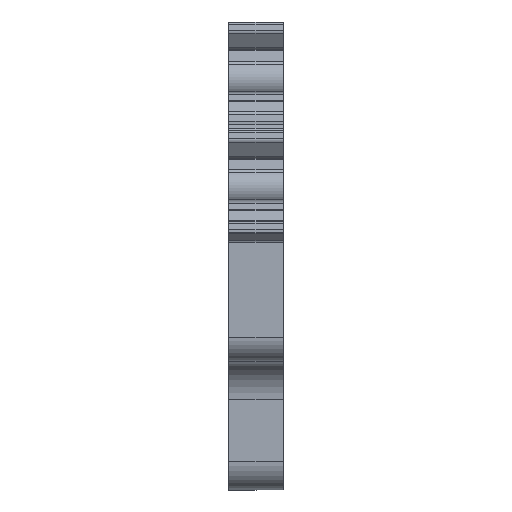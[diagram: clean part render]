
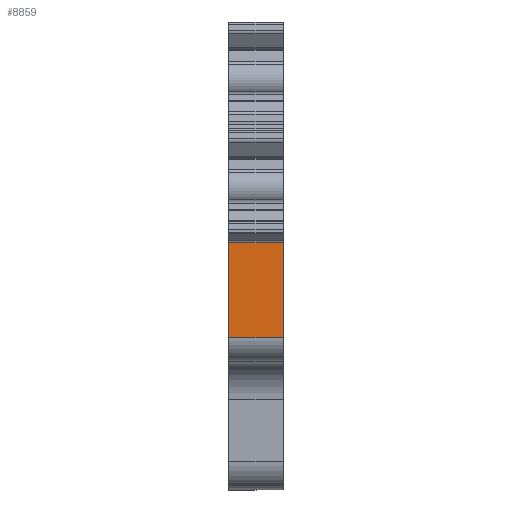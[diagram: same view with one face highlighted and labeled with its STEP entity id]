
A CAD part, left-side view. The second image highlights one B-rep face of the part: STEP entity #8859.
In plain terms, the highlighted face is planar.
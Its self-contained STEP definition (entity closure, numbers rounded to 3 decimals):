
#155 = AXIS2_PLACEMENT_3D ( 'NONE', #11912, #10766, #11839 ) ;
#643 = ORIENTED_EDGE ( 'NONE', *, *, #7969, .F. ) ;
#2744 = VERTEX_POINT ( 'NONE', #7028 ) ;
#3027 = CARTESIAN_POINT ( 'NONE',  ( 5.65, 18.948, 18.197 ) ) ;
#3317 = EDGE_CURVE ( 'NONE', #2744, #8213, #6692, .T. ) ;
#3894 = VECTOR ( 'NONE', #8010, 1000. ) ;
#4383 = CARTESIAN_POINT ( 'NONE',  ( 5.65, 18.948, 18.197 ) ) ;
#5214 = ORIENTED_EDGE ( 'NONE', *, *, #13299, .F. ) ;
#6309 = VECTOR ( 'NONE', #8898, 1000. ) ;
#6692 = LINE ( 'NONE', #6767, #3894 ) ;
#6767 = CARTESIAN_POINT ( 'NONE',  ( 0., 18.948, 18.197 ) ) ;
#6889 = VERTEX_POINT ( 'NONE', #10206 ) ;
#7028 = CARTESIAN_POINT ( 'NONE',  ( 0., 18.948, 18.197 ) ) ;
#7189 = ORIENTED_EDGE ( 'NONE', *, *, #7610, .T. ) ;
#7610 = EDGE_CURVE ( 'NONE', #6889, #2744, #10168, .T. ) ;
#7881 = CARTESIAN_POINT ( 'NONE',  ( 0., 18.948, 18.197 ) ) ;
#7969 = EDGE_CURVE ( 'NONE', #14507, #8213, #7995, .T. ) ;
#7995 = LINE ( 'NONE', #4383, #14024 ) ;
#8010 = DIRECTION ( 'NONE',  ( 1., 0., 0. ) ) ;
#8213 = VERTEX_POINT ( 'NONE', #3027 ) ;
#8621 = ORIENTED_EDGE ( 'NONE', *, *, #3317, .T. ) ;
#8859 = ADVANCED_FACE ( 'NONE', ( #10691 ), #13045, .T. ) ;
#8898 = DIRECTION ( 'NONE',  ( 1., 0., 0. ) ) ;
#8979 = CARTESIAN_POINT ( 'NONE',  ( 0., 18.948, 8.343 ) ) ;
#10168 = LINE ( 'NONE', #7881, #13777 ) ;
#10201 = LINE ( 'NONE', #8979, #6309 ) ;
#10206 = CARTESIAN_POINT ( 'NONE',  ( 0., 18.948, 8.343 ) ) ;
#10691 = FACE_OUTER_BOUND ( 'NONE', #12002, .T. ) ;
#10766 = DIRECTION ( 'NONE',  ( 0., 1., 0. ) ) ;
#11168 = DIRECTION ( 'NONE',  ( 0., 0., 1. ) ) ;
#11665 = DIRECTION ( 'NONE',  ( 0., 0., 1. ) ) ;
#11738 = CARTESIAN_POINT ( 'NONE',  ( 5.65, 18.948, 8.343 ) ) ;
#11839 = DIRECTION ( 'NONE',  ( 1., 0., 0. ) ) ;
#11912 = CARTESIAN_POINT ( 'NONE',  ( 0., 18.948, 18.197 ) ) ;
#12002 = EDGE_LOOP ( 'NONE', ( #643, #5214, #7189, #8621 ) ) ;
#13045 = PLANE ( 'NONE',  #155 ) ;
#13299 = EDGE_CURVE ( 'NONE', #6889, #14507, #10201, .T. ) ;
#13777 = VECTOR ( 'NONE', #11168, 1000. ) ;
#14024 = VECTOR ( 'NONE', #11665, 1000. ) ;
#14507 = VERTEX_POINT ( 'NONE', #11738 ) ;
